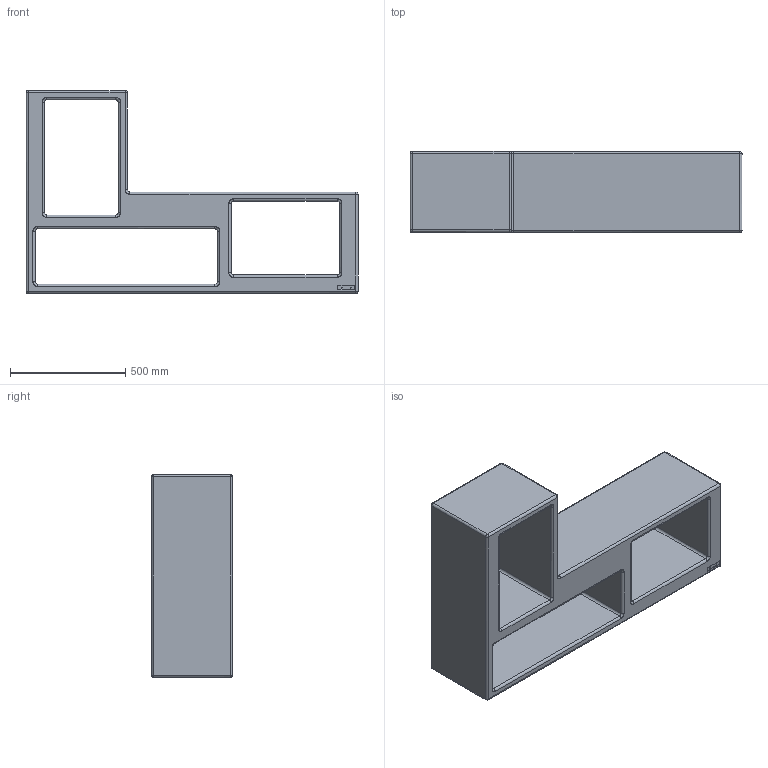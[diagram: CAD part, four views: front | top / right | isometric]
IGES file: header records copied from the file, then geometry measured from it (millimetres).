
Start section: OMNICAD :convertitore Iges
Global section: file name: ettaOK.igs; native system: OmniCAD Rel 6.1.8.39; preprocessor: OMNICAD convertitore Iges V2.9; author: ENR; organization: CAMM SRL; date: 090213.102402; units: millimetre
Bounding box: 1440 x 350 x 880 mm (x, y, z)
Surface area: 4015958.8 mm2 (no closed solid volume)
Topology: 0 solids, 0 shells, 164 faces, 3998 edges, 3994 vertices
Faces by surface type: bspline 164
